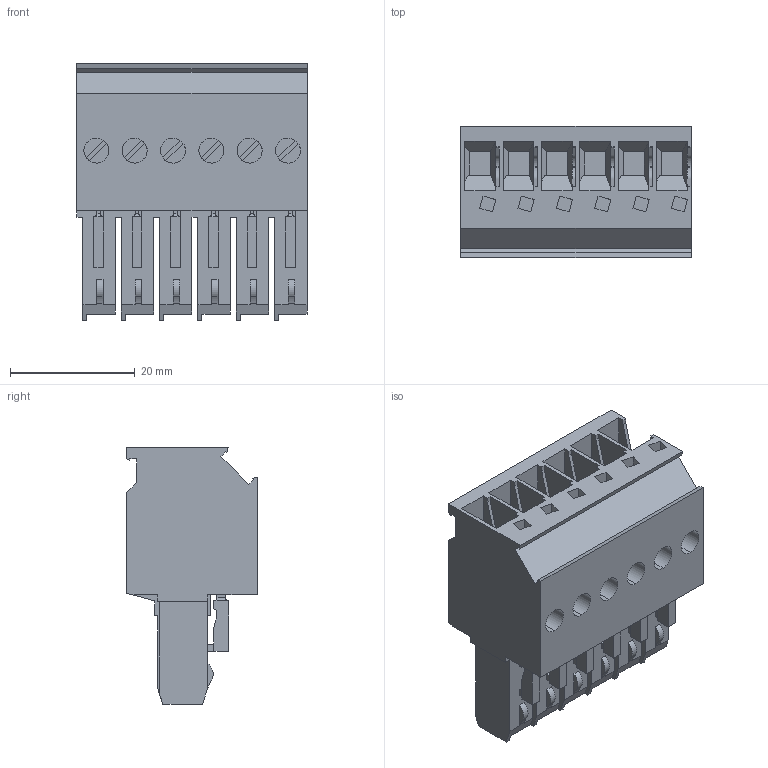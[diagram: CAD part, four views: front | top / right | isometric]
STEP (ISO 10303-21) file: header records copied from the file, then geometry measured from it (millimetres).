
FILE_DESCRIPTION(('Creo Elements/Direct Modeling STEP Export'),'2;1');
FILE_NAME('model.stp','2019-11-20T13:49:00',(''),(''),'Creo Elements/Direct Modeling STEP processor for AP214 (Solid Model)','Creo Elements/Direct Modeling 20.1A 29-Sep-2018 (C) Parametric Technology GmbH','');
FILE_SCHEMA(('AUTOMOTIVE_DESIGN { 1 0 10303 214 1 1 1 1 }'));
Length unit declared in the file: millimetre
Products named in the file (2): UP_4_6-select
Assembly tree (1 placements, depth 2):
  UP_4_6-select
    UP_4_6-select
Bounding box: 36.9 x 21 x 41.17 mm (x, y, z)
Volume: 16949.5 mm3; surface area: 11885.4 mm2
Topology: 1 solids, 1 shells, 881 faces, 2400 edges, 1560 vertices
Faces by surface type: plane 647, cylinder 186, bspline 48
Entity records: 44655 total; most frequent: CARTESIAN_POINT 15265, ORIENTED_EDGE 4800, DIRECTION 4336, EDGE_CURVE 2400, VECTOR 1906, LINE 1906, VERTEX_POINT 1560, AXIS2_PLACEMENT_3D 1215
